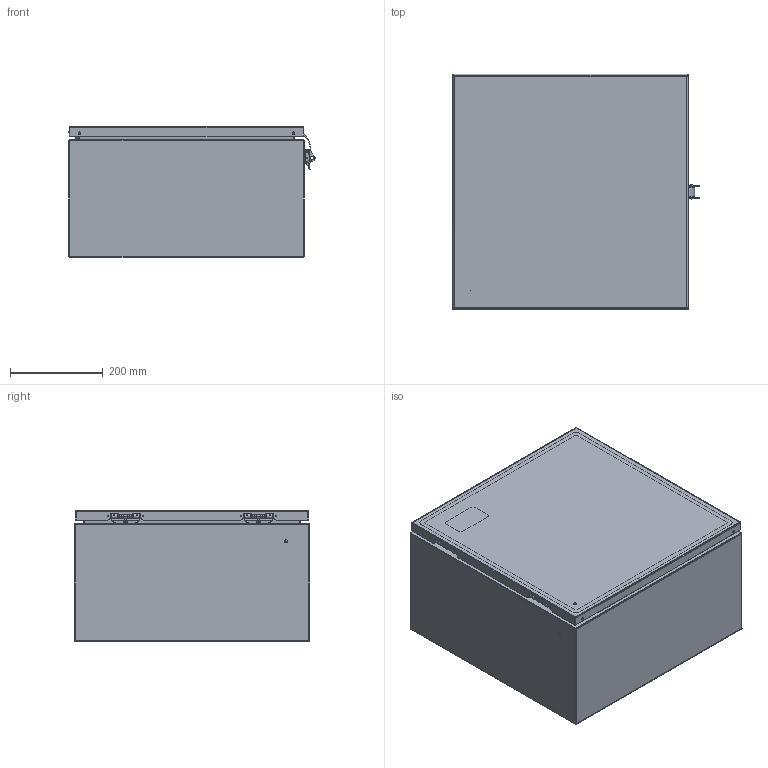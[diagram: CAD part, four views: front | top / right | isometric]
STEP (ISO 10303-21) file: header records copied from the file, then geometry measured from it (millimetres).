
FILE_DESCRIPTION(/* description */ ('5300ES 20" x 20" x 10" Assembly'),/* implementation_level */ '2;1');
FILE_NAME(/* name */ '5300ES202010.stp',/* time_stamp */ '2025-06-08T23:48:09-04:00',/* author */ ('BoxCad'),/* organization */ (''),/* preprocessor_version */ 'ST-DEVELOPER v20',/* originating_system */ 'Autodesk Inventor 2024',/* authorisation */ '');
FILE_SCHEMA (('AUTOMOTIVE_DESIGN { 1 0 10303 214 3 1 1 }'));
Products named in the file (40): 5300ES202010; 5300ES202010B; 5300ES202010B-P; STK-Q-16005; 5300ES202010C; 5300ES202010C-P; 5300ES202010G; STK-K-09800-1; STK-K-09800-2; STK-Q-33014; STK-Q-90398; STK-Q-40095; STK-Q-63410; STK-P-02400S; STUD_M6 x 16mm; STK-S-00100; STK-Q-04050-08-1; STK-Q-04050-08-2; STK-Q-04050-08-P; STK-Q-04051-N; STK-A-11910_16GA-1; STK-Q-56405; STK-Q-56505; STK-Q-56630; STK-Q-56710; STK-Q-56810; STK-Q-17100-12; STK-Q-10251; STK-Q-10251-A; STK-Q-10251-B; STK-Q-07220; STK-Q-07220-A; STK-Q-07220-B; STK-A-03000; 880 PP; 5300ES202010IPK; STK-Q-07610; STK-Q-07310; 881SP2020G; 881SP2020G-P
Assembly tree (60 placements, depth 4):
  5300ES202010
    5300ES202010B
      5300ES202010B-P
      STK-Q-16005  x4
      STK-P-02400S
      STUD_M6 x 16mm
    5300ES202010C
      5300ES202010C-P
      5300ES202010G
      STK-K-09800-1
        STK-Q-33014
        STK-Q-90398
        STK-Q-40095  x2
        STK-Q-63410  x2
      STK-K-09800-2
        STK-Q-33014
        STK-Q-90398
        STK-Q-40095  x2
        STK-Q-63410  x2
      STK-P-02400S
      STUD_M6 x 16mm
      STK-S-00100
    STK-Q-04050-08-1
      STK-Q-04050-08-P
      STK-Q-04051-N
    STK-Q-04050-08-2
      STK-Q-04050-08-P
      STK-Q-04051-N
    STK-A-11910_16GA-1
      STK-Q-56405
      STK-Q-56505
      STK-Q-56630
      STK-Q-56710
      STK-Q-56810
      STK-Q-17100-12
      STK-Q-10251
        STK-Q-10251-A
        STK-Q-10251-B
      STK-Q-07220
        STK-Q-07220-A
        STK-Q-07220-B
    STK-A-03000
    880 PP
    5300ES202010IPK
      STK-Q-07610  x4
      STK-Q-07310  x4
    881SP2020G
      881SP2020G-P
Bounding box: 531.44 x 508 x 282.05 mm (x, y, z)
Volume: 2233968.2 mm3; surface area: 2834593.5 mm2
Topology: 45 solids, 45 shells, 5491 faces, 14514 edges, 9120 vertices
Faces by surface type: bspline 1917, cylinder 1539, plane 1475, torus 356, sphere 104, cone 100
Full cylindrical faces by diameter (mm): 0.75 x6, 0.762 x6, 1 x8, 1.1 x8, 2.438 x1, 2.551 x2, 2.9 x1, 2.997 x4, 3.175 x3, 3.2 x4, 3.226 x2, 3.962 x1, 4.521 x8, 4.75 x2, 4.85 x16, 4.95 x4, 5 x1, 5.1 x5, 5.156 x4, 5.6 x2, 5.9 x15, 6.65 x4, 6.8 x1, 6.85 x16, 7.3 x2, 7.366 x4, 7.9 x4, 8 x6, 8.255 x2, 8.382 x2
Entity records: 85769 total; most frequent: CARTESIAN_POINT 33581, ORIENTED_EDGE 11616, DIRECTION 8922, EDGE_CURVE 5808, VERTEX_POINT 3630, AXIS2_PLACEMENT_3D 3362, EDGE_LOOP 2442, FACE_OUTER_BOUND 2283
